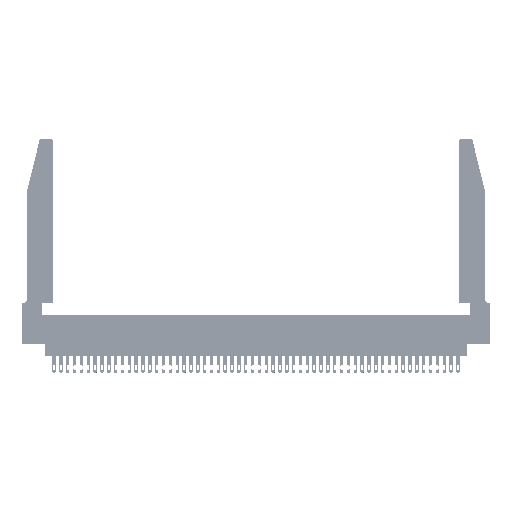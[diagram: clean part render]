
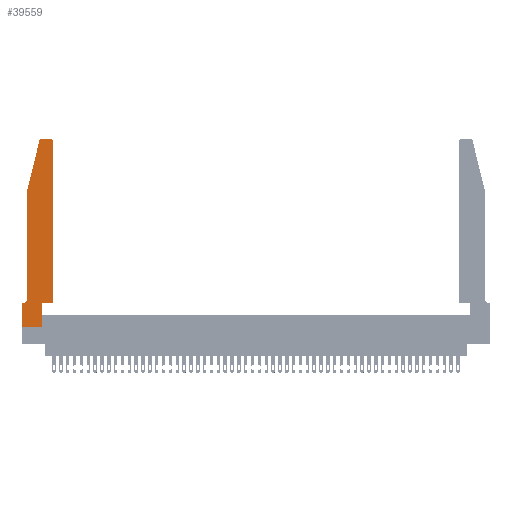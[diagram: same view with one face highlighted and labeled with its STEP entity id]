
A CAD part, top view. The second image highlights one B-rep face of the part: STEP entity #39559.
In plain terms, the highlighted planar face has unit normal (0, 0, 1).
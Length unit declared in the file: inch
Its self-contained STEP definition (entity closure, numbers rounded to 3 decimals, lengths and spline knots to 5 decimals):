
#13 = VERTEX_POINT ( 'NONE', #12623 ) ;
#56 = EDGE_CURVE ( 'NONE', #2302, #48567, #32447, .T. ) ;
#295 = DIRECTION ( 'NONE',  ( 1., 0., 0. ) ) ;
#1697 = ORIENTED_EDGE ( 'NONE', *, *, #6607, .T. ) ;
#1828 = DIRECTION ( 'NONE',  ( 0., -1., 0. ) ) ;
#2302 = VERTEX_POINT ( 'NONE', #37434 ) ;
#2371 = VECTOR ( 'NONE', #1828, 39.37008 ) ;
#2717 = EDGE_CURVE ( 'NONE', #24829, #30457, #46572, .T. ) ;
#3646 = LINE ( 'NONE', #8270, #12652 ) ;
#5053 = LINE ( 'NONE', #33248, #14038 ) ;
#5646 = ORIENTED_EDGE ( 'NONE', *, *, #12421, .T. ) ;
#5894 = CARTESIAN_POINT ( 'NONE',  ( 0.0755, 0.35, 0.37 ) ) ;
#6367 = AXIS2_PLACEMENT_3D ( 'NONE', #14604, #37279, #10077 ) ;
#6607 = EDGE_CURVE ( 'NONE', #29127, #16901, #7523, .T. ) ;
#7523 = CIRCLE ( 'NONE', #37573, 0.03 ) ;
#8008 = CARTESIAN_POINT ( 'NONE',  ( 0.284, 2.72, 0.37 ) ) ;
#8262 = CARTESIAN_POINT ( 'NONE',  ( 0.4505, 2.72, 0.37 ) ) ;
#8270 = CARTESIAN_POINT ( 'NONE',  ( 0.4505, 0.35, 0.37 ) ) ;
#8976 = VECTOR ( 'NONE', #20613, 39.37008 ) ;
#9560 = CARTESIAN_POINT ( 'NONE',  ( 0.0055, 0.42, 0.37 ) ) ;
#10077 = DIRECTION ( 'NONE',  ( 1., 0., 0. ) ) ;
#10130 = CARTESIAN_POINT ( 'NONE',  ( 0.4505, 0.35, 0.37 ) ) ;
#11317 = CARTESIAN_POINT ( 'NONE',  ( 0.2865, 0.35, 0.37 ) ) ;
#11654 = DIRECTION ( 'NONE',  ( -0.239, -0.971, 0. ) ) ;
#12017 = CIRCLE ( 'NONE', #44337, 0.03 ) ;
#12060 = CARTESIAN_POINT ( 'NONE',  ( 0., 0.35, 0.37 ) ) ;
#12167 = AXIS2_PLACEMENT_3D ( 'NONE', #9560, #32266, #27911 ) ;
#12194 = CARTESIAN_POINT ( 'NONE',  ( 0., 0., 0.37 ) ) ;
#12377 = ORIENTED_EDGE ( 'NONE', *, *, #34556, .T. ) ;
#12421 = EDGE_CURVE ( 'NONE', #30457, #13, #39850, .T. ) ;
#12623 = CARTESIAN_POINT ( 'NONE',  ( 0.2865, 0., 0.37 ) ) ;
#12652 = VECTOR ( 'NONE', #23253, 39.37008 ) ;
#12815 = CARTESIAN_POINT ( 'NONE',  ( 0.0755, 2., 0.37 ) ) ;
#13247 = DIRECTION ( 'NONE',  ( 0., 1., 0. ) ) ;
#14038 = VECTOR ( 'NONE', #44601, 39.37008 ) ;
#14604 = CARTESIAN_POINT ( 'NONE',  ( 0., 0.35, 0.37 ) ) ;
#15508 = VECTOR ( 'NONE', #13247, 39.37008 ) ;
#15844 = CARTESIAN_POINT ( 'NONE',  ( 0.0055, 0.35, 0.37 ) ) ;
#16901 = VERTEX_POINT ( 'NONE', #19627 ) ;
#17746 = EDGE_CURVE ( 'NONE', #42770, #29127, #5053, .T. ) ;
#17755 = LINE ( 'NONE', #34489, #29071 ) ;
#18112 = CARTESIAN_POINT ( 'NONE',  ( 0., 0., 0.37 ) ) ;
#19089 = ORIENTED_EDGE ( 'NONE', *, *, #35274, .T. ) ;
#19627 = CARTESIAN_POINT ( 'NONE',  ( 0.25487, 2.72718, 0.37 ) ) ;
#20613 = DIRECTION ( 'NONE',  ( 0., -1., 0. ) ) ;
#20642 = ORIENTED_EDGE ( 'NONE', *, *, #24381, .T. ) ;
#23150 = VECTOR ( 'NONE', #40044, 39.37008 ) ;
#23253 = DIRECTION ( 'NONE',  ( 1., 0., 0. ) ) ;
#24220 = VERTEX_POINT ( 'NONE', #41330 ) ;
#24381 = EDGE_CURVE ( 'NONE', #48567, #24829, #37571, .T. ) ;
#24510 = CARTESIAN_POINT ( 'NONE',  ( 0., 0., 0.37 ) ) ;
#24829 = VERTEX_POINT ( 'NONE', #12060 ) ;
#27840 = VECTOR ( 'NONE', #36937, 39.37008 ) ;
#27911 = DIRECTION ( 'NONE',  ( -1., 0., 0. ) ) ;
#28217 = EDGE_CURVE ( 'NONE', #34387, #41066, #3646, .T. ) ;
#29071 = VECTOR ( 'NONE', #11654, 39.37008 ) ;
#29127 = VERTEX_POINT ( 'NONE', #41735 ) ;
#29511 = EDGE_CURVE ( 'NONE', #13, #34387, #32764, .T. ) ;
#30063 = EDGE_CURVE ( 'NONE', #16901, #24220, #17755, .T. ) ;
#30328 = DIRECTION ( 'NONE',  ( 0., 0., 1. ) ) ;
#30457 = VERTEX_POINT ( 'NONE', #12194 ) ;
#32266 = DIRECTION ( 'NONE',  ( 0., 0., -1. ) ) ;
#32447 = CIRCLE ( 'NONE', #12167, 0.07 ) ;
#32764 = LINE ( 'NONE', #44209, #23150 ) ;
#33248 = CARTESIAN_POINT ( 'NONE',  ( 0.2605, 2.75, 0.37 ) ) ;
#33472 = ORIENTED_EDGE ( 'NONE', *, *, #2717, .T. ) ;
#33604 = CARTESIAN_POINT ( 'NONE',  ( 0.4205, 2.75, 0.37 ) ) ;
#34327 = EDGE_CURVE ( 'NONE', #39134, #42770, #12017, .T. ) ;
#34387 = VERTEX_POINT ( 'NONE', #11317 ) ;
#34489 = CARTESIAN_POINT ( 'NONE',  ( 0.0755, 2., 0.37 ) ) ;
#34556 = EDGE_CURVE ( 'NONE', #24220, #2302, #45436, .T. ) ;
#34601 = LINE ( 'NONE', #39768, #15508 ) ;
#35274 = EDGE_CURVE ( 'NONE', #41066, #39134, #34601, .T. ) ;
#35509 = ORIENTED_EDGE ( 'NONE', *, *, #30063, .T. ) ;
#35865 = ORIENTED_EDGE ( 'NONE', *, *, #29511, .T. ) ;
#36675 = EDGE_LOOP ( 'NONE', ( #43061, #1697, #35509, #12377, #47197, #20642, #33472, #5646, #35865, #44784, #19089, #38855 ) ) ;
#36937 = DIRECTION ( 'NONE',  ( 1., 0., 0. ) ) ;
#37279 = DIRECTION ( 'NONE',  ( 0., 0., 1. ) ) ;
#37434 = CARTESIAN_POINT ( 'NONE',  ( 0.0755, 0.42, 0.37 ) ) ;
#37571 = LINE ( 'NONE', #5894, #47727 ) ;
#37573 = AXIS2_PLACEMENT_3D ( 'NONE', #8008, #38388, #295 ) ;
#38005 = DIRECTION ( 'NONE',  ( 1., 0., 0. ) ) ;
#38388 = DIRECTION ( 'NONE',  ( 0., 0., 1. ) ) ;
#38855 = ORIENTED_EDGE ( 'NONE', *, *, #34327, .T. ) ;
#39134 = VERTEX_POINT ( 'NONE', #8262 ) ;
#39559 = ADVANCED_FACE ( 'NONE', ( #45624 ), #48476, .T. ) ;
#39768 = CARTESIAN_POINT ( 'NONE',  ( 0.4505, 0.35, 0.37 ) ) ;
#39850 = LINE ( 'NONE', #18112, #27840 ) ;
#40044 = DIRECTION ( 'NONE',  ( 0., 1., 0. ) ) ;
#41066 = VERTEX_POINT ( 'NONE', #10130 ) ;
#41330 = CARTESIAN_POINT ( 'NONE',  ( 0.0755, 2., 0.37 ) ) ;
#41377 = CARTESIAN_POINT ( 'NONE',  ( 0.4205, 2.72, 0.37 ) ) ;
#41735 = CARTESIAN_POINT ( 'NONE',  ( 0.284, 2.75, 0.37 ) ) ;
#42770 = VERTEX_POINT ( 'NONE', #33604 ) ;
#43061 = ORIENTED_EDGE ( 'NONE', *, *, #17746, .T. ) ;
#43621 = DIRECTION ( 'NONE',  ( -1., 0., 0. ) ) ;
#44209 = CARTESIAN_POINT ( 'NONE',  ( 0.2865, 0.35, 0.37 ) ) ;
#44337 = AXIS2_PLACEMENT_3D ( 'NONE', #41377, #30328, #38005 ) ;
#44601 = DIRECTION ( 'NONE',  ( -1., 0., 0. ) ) ;
#44784 = ORIENTED_EDGE ( 'NONE', *, *, #28217, .T. ) ;
#45436 = LINE ( 'NONE', #12815, #8976 ) ;
#45624 = FACE_OUTER_BOUND ( 'NONE', #36675, .T. ) ;
#46572 = LINE ( 'NONE', #24510, #2371 ) ;
#47197 = ORIENTED_EDGE ( 'NONE', *, *, #56, .T. ) ;
#47727 = VECTOR ( 'NONE', #43621, 39.37008 ) ;
#48476 = PLANE ( 'NONE',  #6367 ) ;
#48567 = VERTEX_POINT ( 'NONE', #15844 ) ;
